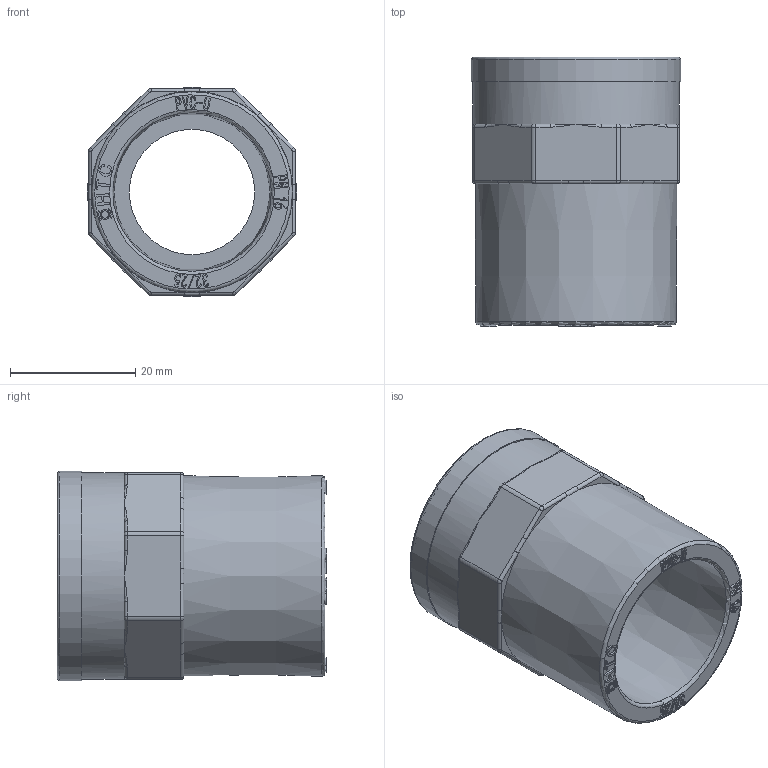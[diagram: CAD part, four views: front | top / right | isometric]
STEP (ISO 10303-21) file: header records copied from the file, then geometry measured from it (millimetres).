
FILE_DESCRIPTION(/* description */ (''),/* implementation_level */ '2;1');
FILE_NAME(/* name */ 'AF0351.032.025.step',/* time_stamp */ '2026-01-22T10:37:34+01:00',/* author */ (''),/* organization */ (''),/* preprocessor_version */ 'ST-DEVELOPER v20.1',/* originating_system */ 'Autodesk Translation Framework v14.21.0.0',/* authorisation */ '');
FILE_SCHEMA (('AUTOMOTIVE_DESIGN { 1 0 10303 214 3 1 1 }'));
Length unit declared in the file: millimetre
Products named in the file (1): 2026-01-22-08-41-34-887
Bounding box: 33.4 x 42.98 x 33.4 mm (x, y, z)
Volume: 15374.6 mm3; surface area: 10925.9 mm2
Topology: 2 solids, 2 shells, 783 faces, 2194 edges, 1425 vertices
Faces by surface type: plane 654, cylinder 70, bspline 51, torus 6, cone 2
Full cylindrical faces by diameter (mm): 1.167 x1, 1.556 x1, 20 x1, 24.117 x7, 26.441 x8, 28.963 x1, 29 x1, 33 x1, 33.03 x1, 33.397 x1
Entity records: 30295 total; most frequent: CARTESIAN_POINT 10447, ORIENTED_EDGE 4356, DIRECTION 3701, EDGE_CURVE 2178, LINE 1907, VECTOR 1907, VERTEX_POINT 1425, AXIS2_PLACEMENT_3D 897
